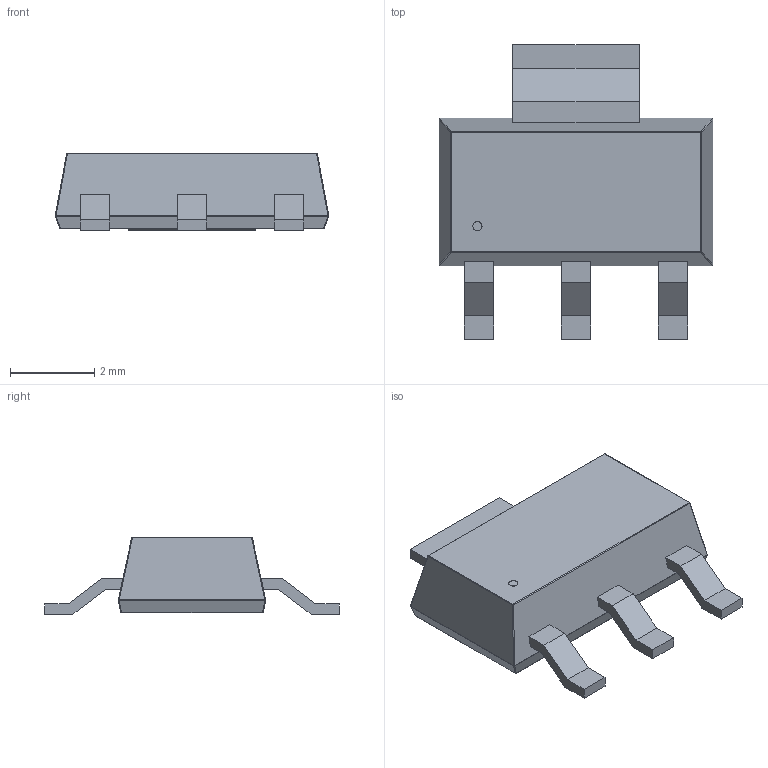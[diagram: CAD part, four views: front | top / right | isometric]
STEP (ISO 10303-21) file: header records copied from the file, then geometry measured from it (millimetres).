
FILE_DESCRIPTION(('CAx-IF Rec.Pracs.---Model Styling and Organization---1.5---2016-08-15','CAx-IF Rec.Pracs.---Geometric and Assembly Validation Properties---4.4---2016-08-17','CAx-IF Rec.Pracs.---User Defined Attributes---1.5---2016-08-15','CAx-IF Rec.Pracs.---External References---2.1---2005-01-19'),'2;1');
FILE_NAME('3913.step','2025-05-18T11:05:45',('Unspecified'),('Unspecified'),'CAD Exchanger 3.10.2 (cadexchanger.com)','Unspecified','');
FILE_SCHEMA(('AUTOMOTIVE_DESIGN { 1 0 10303 214 1 1 1 1 }'));
Length unit declared in the file: millimetre
Products named in the file (1): STN4NF20L
Bounding box: 6.5 x 7 x 1.84 mm (x, y, z)
Volume: 39 mm3; surface area: 97.8 mm2
Topology: 1 solids, 1 shells, 88 faces, 212 edges, 115 vertices
Faces by surface type: plane 47, cylinder 25, sphere 16
Full cylindrical faces by diameter (mm): 0.219 x1
Entity records: 3084 total; most frequent: DIRECTION 422, CARTESIAN_POINT 400, ORIENTED_EDGE 392, EDGE_CURVE 196, LINE 144, VECTOR 144, AXIS2_PLACEMENT_3D 139, VERTEX_POINT 115
